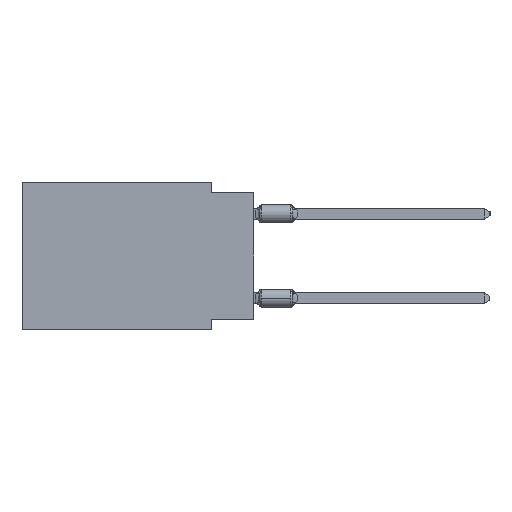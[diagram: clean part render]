
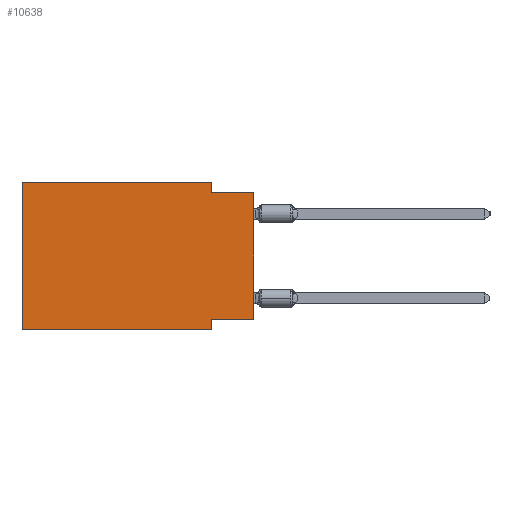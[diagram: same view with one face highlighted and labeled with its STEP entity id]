
A CAD part, left-side view. The second image highlights one B-rep face of the part: STEP entity #10638.
In plain terms, the highlighted planar face has unit normal (-1, 0, 0).
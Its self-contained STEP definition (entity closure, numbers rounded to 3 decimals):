
#969 = DIRECTION ( 'NONE',  ( 0., -1., 0. ) ) ;
#995 = VECTOR ( 'NONE', #24834, 1000. ) ;
#2552 = CARTESIAN_POINT ( 'NONE',  ( 0., 2.54, 0. ) ) ;
#2804 = CARTESIAN_POINT ( 'NONE',  ( 0., 2.54, -8.89 ) ) ;
#3985 = LINE ( 'NONE', #31110, #30250 ) ;
#4301 = CARTESIAN_POINT ( 'NONE',  ( 0., 0., -8.255 ) ) ;
#4928 = VECTOR ( 'NONE', #969, 1000. ) ;
#5418 = DIRECTION ( 'NONE',  ( 0., 1., 0. ) ) ;
#5890 = FACE_OUTER_BOUND ( 'NONE', #9129, .T. ) ;
#6050 = ORIENTED_EDGE ( 'NONE', *, *, #29921, .T. ) ;
#7849 = EDGE_CURVE ( 'NONE', #42005, #22339, #43582, .T. ) ;
#8382 = LINE ( 'NONE', #48025, #4928 ) ;
#9129 = EDGE_LOOP ( 'NONE', ( #6050, #25802, #36459, #21466, #25757, #27249, #30791, #41043 ) ) ;
#10592 = EDGE_CURVE ( 'NONE', #19878, #28639, #12827, .T. ) ;
#10638 = ADVANCED_FACE ( 'NONE', ( #5890 ), #48871, .F. ) ;
#11678 = EDGE_CURVE ( 'NONE', #42005, #42049, #16952, .T. ) ;
#11916 = DIRECTION ( 'NONE',  ( 0., -1., 0. ) ) ;
#12354 = CARTESIAN_POINT ( 'NONE',  ( 0., 13.97, -8.89 ) ) ;
#12827 = LINE ( 'NONE', #29187, #995 ) ;
#14410 = CARTESIAN_POINT ( 'NONE',  ( 0., 13.97, 0. ) ) ;
#14850 = EDGE_CURVE ( 'NONE', #40525, #32228, #16937, .T. ) ;
#14866 = DIRECTION ( 'NONE',  ( 0., 0., 1. ) ) ;
#15609 = CARTESIAN_POINT ( 'NONE',  ( 0., 2.54, -0.635 ) ) ;
#15700 = AXIS2_PLACEMENT_3D ( 'NONE', #45029, #21500, #40444 ) ;
#16462 = CARTESIAN_POINT ( 'NONE',  ( 0., 13.97, 0. ) ) ;
#16937 = LINE ( 'NONE', #31785, #48557 ) ;
#16952 = LINE ( 'NONE', #12354, #32943 ) ;
#17293 = CARTESIAN_POINT ( 'NONE',  ( 0., 2.54, -8.255 ) ) ;
#18958 = LINE ( 'NONE', #38159, #48128 ) ;
#19878 = VERTEX_POINT ( 'NONE', #2552 ) ;
#21466 = ORIENTED_EDGE ( 'NONE', *, *, #30504, .F. ) ;
#21500 = DIRECTION ( 'NONE',  ( 1., 0., 0. ) ) ;
#22339 = VERTEX_POINT ( 'NONE', #14410 ) ;
#22972 = VECTOR ( 'NONE', #34788, 1000. ) ;
#24644 = DIRECTION ( 'NONE',  ( 0., 0., 1. ) ) ;
#24834 = DIRECTION ( 'NONE',  ( 0., 0., -1. ) ) ;
#25757 = ORIENTED_EDGE ( 'NONE', *, *, #7849, .F. ) ;
#25802 = ORIENTED_EDGE ( 'NONE', *, *, #30884, .F. ) ;
#27249 = ORIENTED_EDGE ( 'NONE', *, *, #11678, .T. ) ;
#28639 = VERTEX_POINT ( 'NONE', #15609 ) ;
#28717 = DIRECTION ( 'NONE',  ( 0., -1., 0. ) ) ;
#29187 = CARTESIAN_POINT ( 'NONE',  ( 0., 2.54, 0. ) ) ;
#29921 = EDGE_CURVE ( 'NONE', #40525, #49990, #18958, .T. ) ;
#30250 = VECTOR ( 'NONE', #11916, 1000. ) ;
#30504 = EDGE_CURVE ( 'NONE', #22339, #19878, #8382, .T. ) ;
#30708 = CARTESIAN_POINT ( 'NONE',  ( 0., 2.54, -8.89 ) ) ;
#30791 = ORIENTED_EDGE ( 'NONE', *, *, #31679, .F. ) ;
#30884 = EDGE_CURVE ( 'NONE', #28639, #49990, #3985, .T. ) ;
#31110 = CARTESIAN_POINT ( 'NONE',  ( 0., 0., -0.635 ) ) ;
#31679 = EDGE_CURVE ( 'NONE', #32228, #42049, #35280, .T. ) ;
#31785 = CARTESIAN_POINT ( 'NONE',  ( 0., 0., -8.255 ) ) ;
#32228 = VERTEX_POINT ( 'NONE', #17293 ) ;
#32943 = VECTOR ( 'NONE', #28717, 1000. ) ;
#33456 = VECTOR ( 'NONE', #24644, 1000. ) ;
#34788 = DIRECTION ( 'NONE',  ( 0., 0., -1. ) ) ;
#35280 = LINE ( 'NONE', #30708, #22972 ) ;
#36459 = ORIENTED_EDGE ( 'NONE', *, *, #10592, .F. ) ;
#37847 = CARTESIAN_POINT ( 'NONE',  ( 0., 13.97, -8.89 ) ) ;
#38159 = CARTESIAN_POINT ( 'NONE',  ( 0., 0., 0. ) ) ;
#40176 = CARTESIAN_POINT ( 'NONE',  ( 0., 0., -0.635 ) ) ;
#40444 = DIRECTION ( 'NONE',  ( 0., 0., -1. ) ) ;
#40525 = VERTEX_POINT ( 'NONE', #4301 ) ;
#41043 = ORIENTED_EDGE ( 'NONE', *, *, #14850, .F. ) ;
#42005 = VERTEX_POINT ( 'NONE', #37847 ) ;
#42049 = VERTEX_POINT ( 'NONE', #2804 ) ;
#43582 = LINE ( 'NONE', #16462, #33456 ) ;
#45029 = CARTESIAN_POINT ( 'NONE',  ( 0., 13.97, 0. ) ) ;
#48025 = CARTESIAN_POINT ( 'NONE',  ( 0., 13.97, 0. ) ) ;
#48128 = VECTOR ( 'NONE', #14866, 1000. ) ;
#48557 = VECTOR ( 'NONE', #5418, 1000. ) ;
#48871 = PLANE ( 'NONE',  #15700 ) ;
#49990 = VERTEX_POINT ( 'NONE', #40176 ) ;
